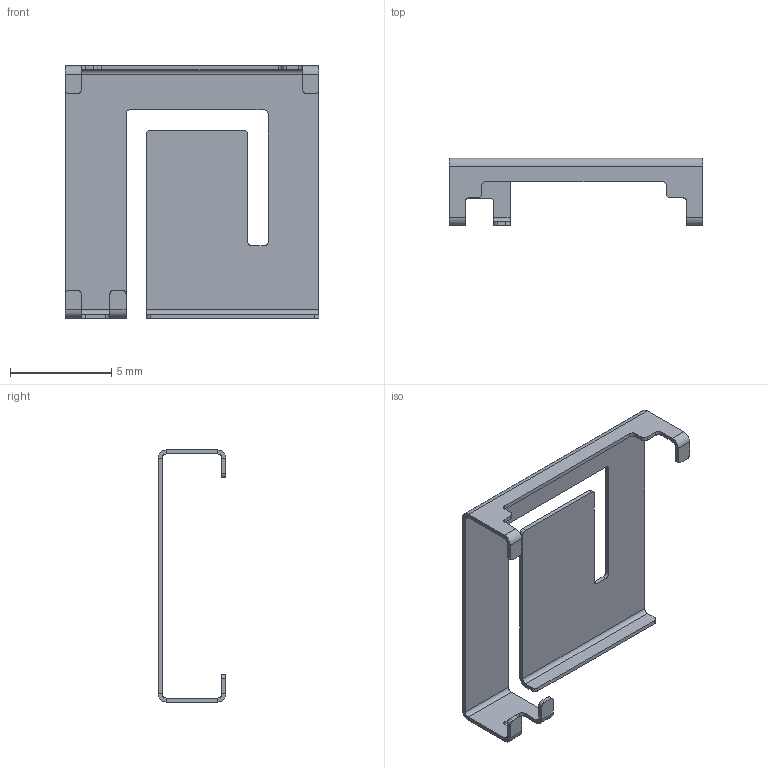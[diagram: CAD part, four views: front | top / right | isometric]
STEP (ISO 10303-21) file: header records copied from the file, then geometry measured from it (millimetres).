
FILE_DESCRIPTION (( 'STEP AP214' ), '1' );
FILE_NAME ('PRO-OB-430.STEP', '2023-03-07T17:31:23', ( '' ), ( '' ), 'SwSTEP 2.0', 'SolidWorks 2021', '' );
FILE_SCHEMA (( 'AUTOMOTIVE_DESIGN' ));
Length unit declared in the file: millimetre
Products named in the file (1): PRO-OB-430
Bounding box: 12.5 x 3.33 x 12.43 mm (x, y, z)
Volume: 33.1 mm3; surface area: 355.5 mm2
Topology: 1 solids, 1 shells, 376 faces, 967 edges, 626 vertices
Faces by surface type: plane 234, bspline 104, cylinder 38
Entity records: 17277 total; most frequent: CARTESIAN_POINT 8762, ORIENTED_EDGE 1934, DIRECTION 1381, EDGE_CURVE 967, VECTOR 683, LINE 683, VERTEX_POINT 626, EDGE_LOOP 409
